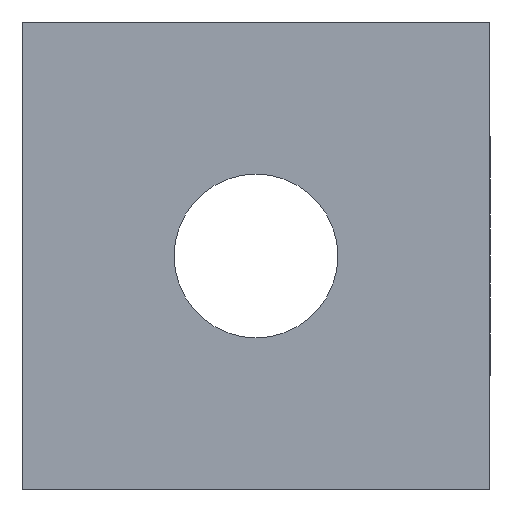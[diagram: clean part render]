
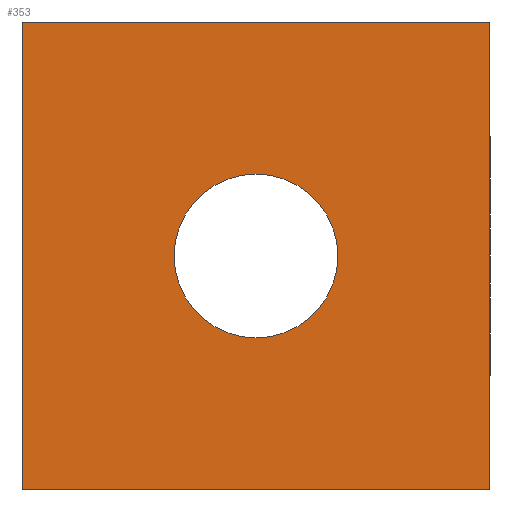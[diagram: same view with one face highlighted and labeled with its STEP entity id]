
A CAD part, left-side view. The second image highlights one B-rep face of the part: STEP entity #353.
In plain terms, the highlighted planar face has unit normal (-1, 0, 0).
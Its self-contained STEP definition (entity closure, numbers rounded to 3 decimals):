
#4 = FACE_BOUND ( 'NONE', #507, .T. ) ;
#9 = DIRECTION ( 'NONE',  ( 1., 0., 0. ) ) ;
#12 = DIRECTION ( 'NONE',  ( 0., -1., 0. ) ) ;
#18 = DIRECTION ( 'NONE',  ( 0., -1., 0. ) ) ;
#42 = EDGE_CURVE ( 'NONE', #895, #927, #820, .T. ) ;
#53 = CARTESIAN_POINT ( 'NONE',  ( -10., -10., -10. ) ) ;
#61 = CARTESIAN_POINT ( 'NONE',  ( -10., 10., 10. ) ) ;
#94 = ORIENTED_EDGE ( 'NONE', *, *, #915, .F. ) ;
#113 = LINE ( 'NONE', #53, #862 ) ;
#125 = EDGE_LOOP ( 'NONE', ( #722, #724, #94, #688 ) ) ;
#156 = VECTOR ( 'NONE', #532, 1000. ) ;
#229 = EDGE_CURVE ( 'NONE', #709, #649, #113, .T. ) ;
#232 = VERTEX_POINT ( 'NONE', #61 ) ;
#238 = CARTESIAN_POINT ( 'NONE',  ( -10., -10., 10. ) ) ;
#321 = ORIENTED_EDGE ( 'NONE', *, *, #42, .T. ) ;
#341 = CARTESIAN_POINT ( 'NONE',  ( -10., -10., 10. ) ) ;
#344 = VECTOR ( 'NONE', #18, 1000. ) ;
#345 = CARTESIAN_POINT ( 'NONE',  ( -10., 10., -10. ) ) ;
#353 = ADVANCED_FACE ( 'NONE', ( #4, #760 ), #377, .F. ) ;
#377 = PLANE ( 'NONE',  #643 ) ;
#413 = CARTESIAN_POINT ( 'NONE',  ( -10., 10., 10. ) ) ;
#432 = CARTESIAN_POINT ( 'NONE',  ( -10., 0., 0. ) ) ;
#439 = CARTESIAN_POINT ( 'NONE',  ( -10., -10., 10. ) ) ;
#477 = DIRECTION ( 'NONE',  ( 0., 0., -1. ) ) ;
#495 = DIRECTION ( 'NONE',  ( 0., 0., -1. ) ) ;
#502 = AXIS2_PLACEMENT_3D ( 'NONE', #432, #9, #495 ) ;
#507 = EDGE_LOOP ( 'NONE', ( #648, #321 ) ) ;
#523 = DIRECTION ( 'NONE',  ( 0., 0., -1. ) ) ;
#529 = DIRECTION ( 'NONE',  ( 1., 0., 0. ) ) ;
#532 = DIRECTION ( 'NONE',  ( 0., 0., -1. ) ) ;
#540 = CARTESIAN_POINT ( 'NONE',  ( -10., -10., -10. ) ) ;
#549 = VECTOR ( 'NONE', #767, 1000. ) ;
#552 = CARTESIAN_POINT ( 'NONE',  ( -10., 0., 0. ) ) ;
#553 = DIRECTION ( 'NONE',  ( 1., 0., 0. ) ) ;
#582 = CIRCLE ( 'NONE', #502, 3.5 ) ;
#623 = EDGE_CURVE ( 'NONE', #232, #709, #770, .T. ) ;
#643 = AXIS2_PLACEMENT_3D ( 'NONE', #238, #553, #477 ) ;
#648 = ORIENTED_EDGE ( 'NONE', *, *, #846, .T. ) ;
#649 = VERTEX_POINT ( 'NONE', #540 ) ;
#685 = EDGE_CURVE ( 'NONE', #921, #649, #944, .T. ) ;
#688 = ORIENTED_EDGE ( 'NONE', *, *, #623, .T. ) ;
#709 = VERTEX_POINT ( 'NONE', #345 ) ;
#722 = ORIENTED_EDGE ( 'NONE', *, *, #229, .T. ) ;
#724 = ORIENTED_EDGE ( 'NONE', *, *, #685, .F. ) ;
#733 = LINE ( 'NONE', #439, #344 ) ;
#760 = FACE_OUTER_BOUND ( 'NONE', #125, .T. ) ;
#767 = DIRECTION ( 'NONE',  ( 0., 0., -1. ) ) ;
#770 = LINE ( 'NONE', #413, #549 ) ;
#820 = CIRCLE ( 'NONE', #870, 3.5 ) ;
#826 = CARTESIAN_POINT ( 'NONE',  ( -10., 0., 3.5 ) ) ;
#828 = CARTESIAN_POINT ( 'NONE',  ( -10., -10., 10. ) ) ;
#846 = EDGE_CURVE ( 'NONE', #927, #895, #582, .T. ) ;
#862 = VECTOR ( 'NONE', #12, 1000. ) ;
#870 = AXIS2_PLACEMENT_3D ( 'NONE', #552, #529, #523 ) ;
#895 = VERTEX_POINT ( 'NONE', #826 ) ;
#915 = EDGE_CURVE ( 'NONE', #232, #921, #733, .T. ) ;
#920 = CARTESIAN_POINT ( 'NONE',  ( -10., 0., -3.5 ) ) ;
#921 = VERTEX_POINT ( 'NONE', #828 ) ;
#927 = VERTEX_POINT ( 'NONE', #920 ) ;
#944 = LINE ( 'NONE', #341, #156 ) ;
